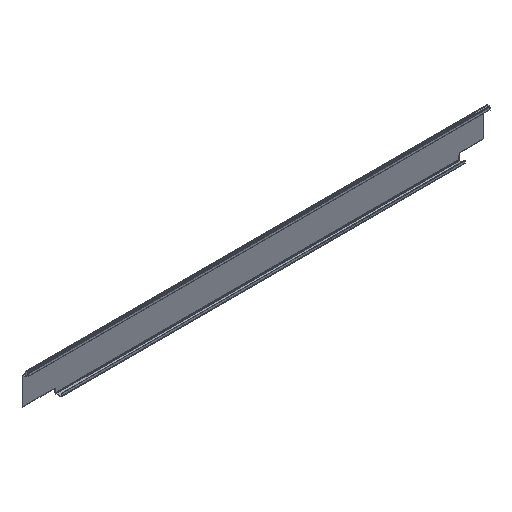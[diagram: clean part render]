
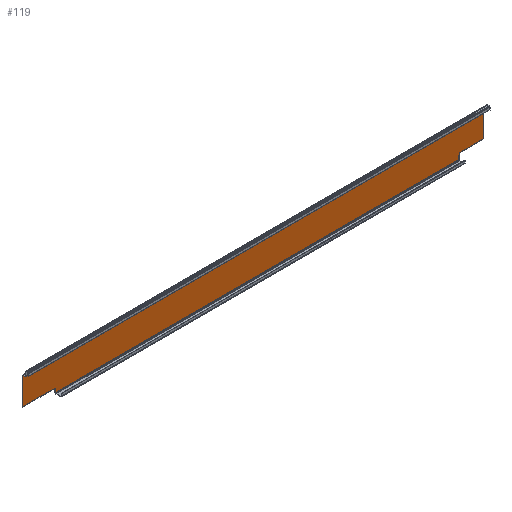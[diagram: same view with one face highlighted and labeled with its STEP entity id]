
A CAD part, isometric view. The second image highlights one B-rep face of the part: STEP entity #119.
In plain terms, the highlighted planar face has unit normal (0, -1, 0).
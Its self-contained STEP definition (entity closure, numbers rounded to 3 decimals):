
#119=ADVANCED_FACE('',(#253),#254,.T.);
#253=FACE_OUTER_BOUND('',#399,.T.);
#254=PLANE('',#400);
#399=EDGE_LOOP('',(#707,#708,#709,#710,#711,#712,#713,#714));
#400=AXIS2_PLACEMENT_3D('',#715,#716,#717);
#707=ORIENTED_EDGE('',*,*,#989,.T.);
#708=ORIENTED_EDGE('',*,*,#1042,.T.);
#709=ORIENTED_EDGE('',*,*,#1043,.T.);
#710=ORIENTED_EDGE('',*,*,#1022,.T.);
#711=ORIENTED_EDGE('',*,*,#1012,.T.);
#712=ORIENTED_EDGE('',*,*,#1017,.T.);
#713=ORIENTED_EDGE('',*,*,#963,.F.);
#714=ORIENTED_EDGE('',*,*,#981,.T.);
#715=CARTESIAN_POINT('',(0.,337.0,100.0));
#716=DIRECTION('',(0.,-1.0,0.0));
#717=DIRECTION('',(0.,0.,1.0));
#963=EDGE_CURVE('',#1179,#1181,#1182,.T.);
#981=EDGE_CURVE('',#1179,#1210,#1212,.T.);
#989=EDGE_CURVE('',#1210,#1224,#1225,.T.);
#1012=EDGE_CURVE('',#1254,#1255,#1256,.T.);
#1017=EDGE_CURVE('',#1255,#1181,#1263,.T.);
#1022=EDGE_CURVE('',#1269,#1254,#1270,.T.);
#1042=EDGE_CURVE('',#1224,#1299,#1300,.T.);
#1043=EDGE_CURVE('',#1299,#1269,#1301,.T.);
#1179=VERTEX_POINT('',#1465);
#1181=VERTEX_POINT('',#1467);
#1182=LINE('',#1468,#1469);
#1210=VERTEX_POINT('',#1503);
#1212=LINE('',#1506,#1507);
#1224=VERTEX_POINT('',#1523);
#1225=LINE('',#1524,#1525);
#1254=VERTEX_POINT('',#1565);
#1255=VERTEX_POINT('',#1566);
#1256=LINE('',#1567,#1568);
#1263=LINE('',#1578,#1579);
#1269=VERTEX_POINT('',#1587);
#1270=LINE('',#1588,#1589);
#1299=VERTEX_POINT('',#1628);
#1300=LINE('',#1629,#1630);
#1301=LINE('',#1631,#1632);
#1465=CARTESIAN_POINT('',(-150.0,337.0,6.));
#1467=CARTESIAN_POINT('',(-2600.0,337.0,6.));
#1468=CARTESIAN_POINT('',(0.,337.0,6.));
#1469=VECTOR('',#1788,1.0);
#1503=CARTESIAN_POINT('',(-150.0,337.0,40.0));
#1506=CARTESIAN_POINT('',(-150.0,337.0,60.));
#1507=VECTOR('',#1817,1.0);
#1523=CARTESIAN_POINT('',(0.,337.0,40.0));
#1524=CARTESIAN_POINT('',(-37.5,337.0,40.0));
#1525=VECTOR('',#1828,1.0);
#1565=CARTESIAN_POINT('',(-2800.0,337.0,30.0));
#1566=CARTESIAN_POINT('',(-2600.0,337.0,30.0));
#1567=CARTESIAN_POINT('',(-1350.0,337.0,30.0));
#1568=VECTOR('',#1849,1.0);
#1578=CARTESIAN_POINT('',(-2600.0,337.0,57.5));
#1579=VECTOR('',#1853,1.0);
#1587=CARTESIAN_POINT('',(-2800.0,337.0,194.0));
#1588=CARTESIAN_POINT('',(-2800.0,337.0,6.));
#1589=VECTOR('',#1859,1.0);
#1628=CARTESIAN_POINT('',(0.,337.0,194.0));
#1629=CARTESIAN_POINT('',(0.,337.0,6.));
#1630=VECTOR('',#1894,1.0);
#1631=CARTESIAN_POINT('',(0.,337.0,194.0));
#1632=VECTOR('',#1895,1.0);
#1788=DIRECTION('',(-1.0,0.,0.));
#1817=DIRECTION('',(0.0,0.0,1.0));
#1828=DIRECTION('',(1.0,0.,0.0));
#1849=DIRECTION('',(1.0,0.,0.0));
#1853=DIRECTION('',(0.0,0.0,-1.0));
#1859=DIRECTION('',(0.,0.,-1.0));
#1894=DIRECTION('',(0.,0.,1.0));
#1895=DIRECTION('',(-1.0,0.,0.));
